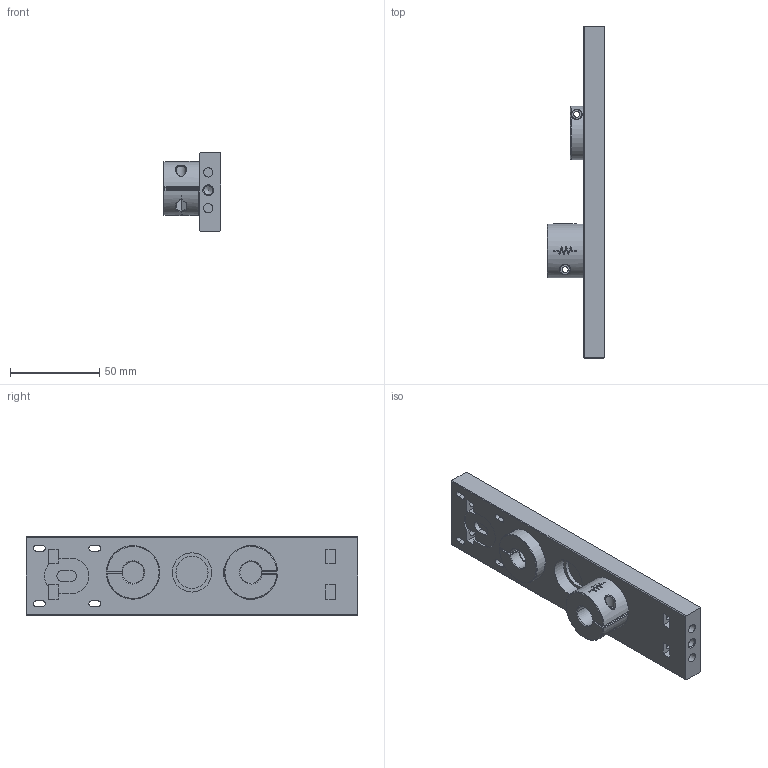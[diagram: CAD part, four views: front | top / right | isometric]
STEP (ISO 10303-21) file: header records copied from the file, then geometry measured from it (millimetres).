
FILE_DESCRIPTION(/* description */ (''),/* implementation_level */ '2;1');
FILE_NAME(/* name */ 'back.step',/* time_stamp */ '2025-05-08T15:30:11+02:00',/* author */ (''),/* organization */ (''),/* preprocessor_version */ 'ST-DEVELOPER v20.1',/* originating_system */ 'Autodesk Translation Framework v14.4.0.0',/* authorisation */ '');
FILE_SCHEMA (('AUTOMOTIVE_DESIGN { 1 0 10303 214 3 1 1 }'));
Length unit declared in the file: millimetre
Products named in the file (1): back
Bounding box: 32.2 x 186 x 44 mm (x, y, z)
Volume: 101637.9 mm3; surface area: 32450.4 mm2
Topology: 9 solids, 9 shells, 454 faces, 1220 edges, 807 vertices
Faces by surface type: bspline 218, plane 143, cylinder 72, cone 21
Full cylindrical faces by diameter (mm): 2.9 x2, 3.3 x4, 4 x2, 5 x6, 5.2 x8, 5.5 x2, 12.2 x2, 18 x1, 22 x1
Entity records: 17225 total; most frequent: CARTESIAN_POINT 7411, ORIENTED_EDGE 2436, DIRECTION 1368, EDGE_CURVE 1218, VERTEX_POINT 807, LINE 560, VECTOR 560, EDGE_LOOP 509
